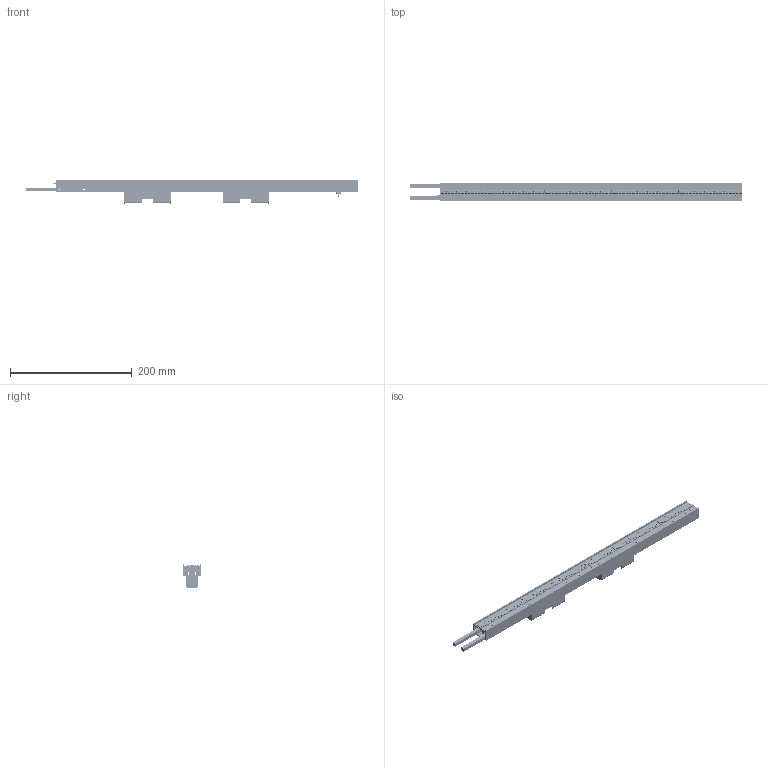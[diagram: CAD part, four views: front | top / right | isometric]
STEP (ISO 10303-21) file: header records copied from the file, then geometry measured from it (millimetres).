
FILE_DESCRIPTION(/* description */ (''),/* implementation_level */ '2;1');
FILE_NAME(/* name */ 'module.step',/* time_stamp */ '2021-10-31T16:33:28+01:00',/* author */ (''),/* organization */ (''),/* preprocessor_version */ 'ST-DEVELOPER v18.1',/* originating_system */ 'Autodesk Translation Framework v10.10.0.1391',/* authorisation */ '');
FILE_SCHEMA (('AUTOMOTIVE_DESIGN { 1 0 10303 214 3 1 1 }'));
Products named in the file (212): module; module_profile; module_stand; 92595A200_Iron Wing-Head Thumb Screw; module_bolt; module_plate; module_pcb; C_1206_3216Metric; C_1206_3216Metric_1; C_1206_3216Metric_2; C_1206_3216Metric_3; C_1206_3216Metric_4; C_1206_3216Metric_5; C_1206_3216Metric_6; C_1206_3216Metric_7; C_1206_3216Metric_8; C_1206_3216Metric_9; R_0603_1608Metric; SOT-23W; C_0603_1608Metric; R_0603_1608Metric_1; R_0603_1608Metric_2; D_SOD-123; PinSocket_2x03_P2.54mm_Horizontal; R_0603_1608Metric_3; R_0603_1608Metric_4; SOT-23; PinHeader_2x03_P2.54mm_Horizontal; LED_WS2812B_PLCC4_5.0x5.0mm_P3.2mm; LED_WS2812B_PLCC4_5.0x5.0mm_P3.2mm_1; SOT-353_SC-70-5; C_0603_1608Metric_1; LED_WS2812B_PLCC4_5.0x5.0mm_P3.2mm_2; C_0603_1608Metric_2; C_0603_1608Metric_3; C_0603_1608Metric_4; Crystal_SMD_HC49-SD; SOT-23-5; SOT-353_SC-70-5_1; TQFP-32_7x7mm_P0.8mm ...
Assembly tree (389 placements, depth 4):
  module
    module_stand  x6
    module_profile
    module_bolt  x2
    92595A200_Iron Wing-Head Thumb Screw
    module_plate
    module_pcb
      C_1206_3216Metric
        SOLID
      C_1206_3216Metric_1
        SOLID
      C_1206_3216Metric_2
        SOLID
      C_1206_3216Metric_3
        SOLID
      C_1206_3216Metric_4
        SOLID
      C_1206_3216Metric_5
        SOLID
      C_1206_3216Metric_6
        SOLID
      C_1206_3216Metric_7
        SOLID
      C_1206_3216Metric_8
        SOLID
      C_1206_3216Metric_9
        SOLID
      R_0603_1608Metric
        SOLID (1)
      SOT-23W
        SOLID (2)
      C_0603_1608Metric
        SOLID (3)
      R_0603_1608Metric_1
        SOLID (1)
      R_0603_1608Metric_2
        SOLID (1)
      D_SOD-123
        SOLID (4)
      PinSocket_2x03_P2.54mm_Horizontal
        SOLID (5)
      R_0603_1608Metric_3
        SOLID (1)
      R_0603_1608Metric_4
        SOLID (1)
      SOT-23
        SOLID (6)
      PinHeader_2x03_P2.54mm_Horizontal
        SOLID (7)
      LED_WS2812B_PLCC4_5.0x5.0mm_P3.2mm
        SOLID (8)
      LED_WS2812B_PLCC4_5.0x5.0mm_P3.2mm_1
        SOLID (8)
      SOT-353_SC-70-5
        SOLID (9)
      C_0603_1608Metric_1
        SOLID (3)
      LED_WS2812B_PLCC4_5.0x5.0mm_P3.2mm_2
        SOLID (8)
      C_0603_1608Metric_2
Bounding box: 545 x 30 x 38.5 mm (x, y, z)
Volume: 117223.1 mm3; surface area: 144772.8 mm2
Topology: 216 solids, 216 shells, 12147 faces, 32849 edges, 21029 vertices
Faces by surface type: plane 8531, cylinder 3488, cone 96, bspline 21, torus 11
Full cylindrical faces by diameter (mm): 0.5 x2, 1 x40, 2 x4, 2.529 x4, 3.2 x28, 3.332 x1, 3.333 x90, 4 x13
Entity records: 73813 total; most frequent: CARTESIAN_POINT 14959, DIRECTION 11605, ORIENTED_EDGE 10828, EDGE_CURVE 5414, LINE 4451, VECTOR 4451, AXIS2_PLACEMENT_3D 3577, VERTEX_POINT 3409
